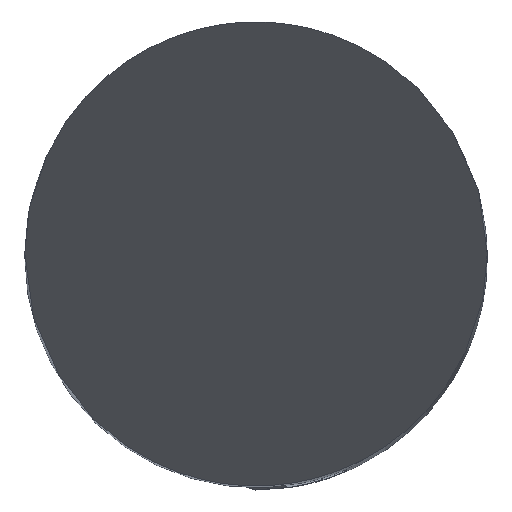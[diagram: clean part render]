
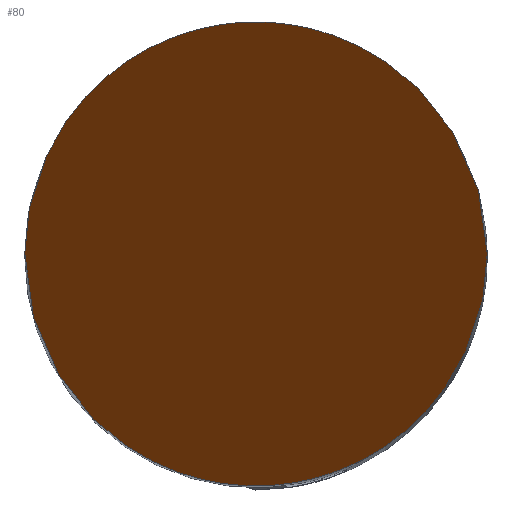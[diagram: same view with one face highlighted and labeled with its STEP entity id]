
A CAD part, top view. The second image highlights one B-rep face of the part: STEP entity #80.
In plain terms, the highlighted planar face has unit normal (0, -0.866, 0.5).
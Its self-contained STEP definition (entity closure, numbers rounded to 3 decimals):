
#44=(
BOUNDED_CURVE()
B_SPLINE_CURVE(3,(#1139,#1140,#1141,#1142),.UNSPECIFIED.,.F.,.F.)
B_SPLINE_CURVE_WITH_KNOTS((4,4),(0.,1.),.UNSPECIFIED.)
CURVE()
GEOMETRIC_REPRESENTATION_ITEM()
RATIONAL_B_SPLINE_CURVE((1.,0.333,0.333,1.))
REPRESENTATION_ITEM('')
);
#47=(
BOUNDED_CURVE()
B_SPLINE_CURVE(3,(#1172,#1173,#1174,#1175),.UNSPECIFIED.,.F.,.F.)
B_SPLINE_CURVE_WITH_KNOTS((4,4),(0.,1.),.UNSPECIFIED.)
CURVE()
GEOMETRIC_REPRESENTATION_ITEM()
RATIONAL_B_SPLINE_CURVE((1.,0.333,0.333,1.))
REPRESENTATION_ITEM('')
);
#80=ADVANCED_FACE('',(#127),#105,.F.);
#105=PLANE('',#635);
#127=FACE_OUTER_BOUND('',#159,.T.);
#159=EDGE_LOOP('',(#315,#316));
#315=ORIENTED_EDGE('',*,*,#510,.T.);
#316=ORIENTED_EDGE('',*,*,#501,.T.);
#440=VERTEX_POINT('',#1143);
#441=VERTEX_POINT('',#1144);
#501=EDGE_CURVE('',#440,#441,#44,.T.);
#510=EDGE_CURVE('',#441,#440,#47,.T.);
#635=AXIS2_PLACEMENT_3D('',#1204,#716,#717);
#716=DIRECTION('',(0.,0.866,-0.5));
#717=DIRECTION('',(0.,0.5,0.866));
#1139=CARTESIAN_POINT('',(3.5,0.,0.));
#1140=CARTESIAN_POINT('',(3.5,7.,12.124));
#1141=CARTESIAN_POINT('',(-3.5,7.,12.124));
#1142=CARTESIAN_POINT('',(-3.5,0.,0.));
#1143=CARTESIAN_POINT('',(3.5,0.,0.));
#1144=CARTESIAN_POINT('',(-3.5,0.,0.));
#1172=CARTESIAN_POINT('',(-3.5,0.,0.));
#1173=CARTESIAN_POINT('',(-3.5,-7.,-12.124));
#1174=CARTESIAN_POINT('',(3.5,-7.,-12.124));
#1175=CARTESIAN_POINT('',(3.5,0.,0.));
#1204=CARTESIAN_POINT('',(3.5,12.5,21.651));
